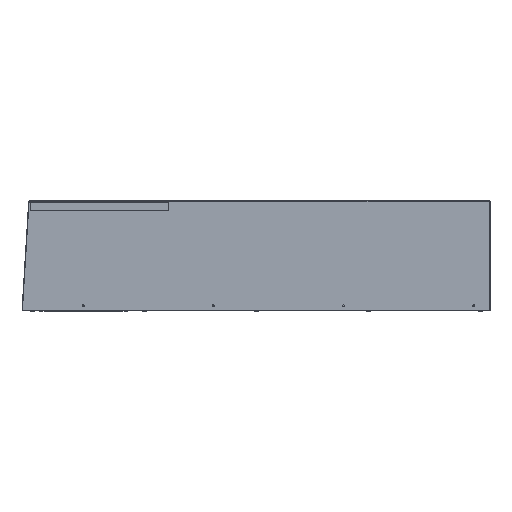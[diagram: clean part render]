
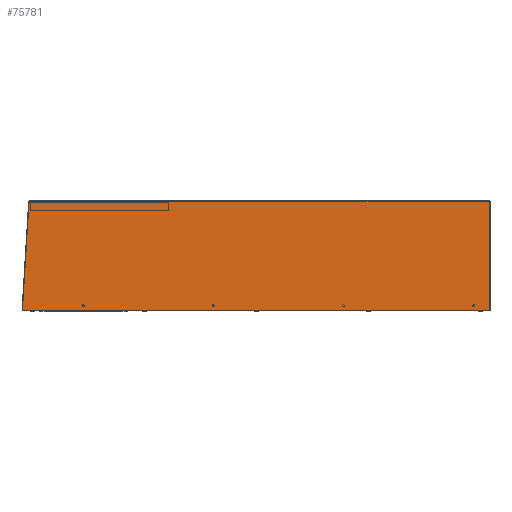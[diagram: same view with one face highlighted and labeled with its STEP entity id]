
A CAD part, left-side view. The second image highlights one B-rep face of the part: STEP entity #75781.
In plain terms, the highlighted planar face has unit normal (-1, 0, 0).
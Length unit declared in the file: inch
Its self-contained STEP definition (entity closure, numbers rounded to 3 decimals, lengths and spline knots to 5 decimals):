
#500 = FACE_BOUND ( 'NONE', #43346, .T. ) ;
#1698 = EDGE_CURVE ( 'NONE', #113095, #113095, #37107, .T. ) ;
#1884 = DIRECTION ( 'NONE',  ( 1., 0., 0. ) ) ;
#6761 = DIRECTION ( 'NONE',  ( 0., 1., 0. ) ) ;
#11847 = VECTOR ( 'NONE', #65523, 39.37008 ) ;
#12915 = VECTOR ( 'NONE', #66301, 39.37008 ) ;
#13291 = EDGE_CURVE ( 'NONE', #31447, #52240, #42378, .T. ) ;
#14017 = ORIENTED_EDGE ( 'NONE', *, *, #51444, .T. ) ;
#14953 = DIRECTION ( 'NONE',  ( 1., 0., 0. ) ) ;
#15954 = AXIS2_PLACEMENT_3D ( 'NONE', #126545, #14953, #58002 ) ;
#15985 = AXIS2_PLACEMENT_3D ( 'NONE', #123743, #23144, #67598 ) ;
#16565 = VERTEX_POINT ( 'NONE', #71983 ) ;
#19533 = EDGE_CURVE ( 'NONE', #16565, #16565, #40835, .T. ) ;
#19680 = EDGE_CURVE ( 'NONE', #88638, #127627, #64847, .T. ) ;
#20793 = CARTESIAN_POINT ( 'NONE',  ( -7.77559, -22.59843, 0. ) ) ;
#22401 = DIRECTION ( 'NONE',  ( 0., 0., -1. ) ) ;
#22517 = VERTEX_POINT ( 'NONE', #59671 ) ;
#23144 = DIRECTION ( 'NONE',  ( 1., 0., 0. ) ) ;
#23785 = ORIENTED_EDGE ( 'NONE', *, *, #19680, .F. ) ;
#29455 = EDGE_CURVE ( 'NONE', #62179, #62179, #65230, .T. ) ;
#31447 = VERTEX_POINT ( 'NONE', #110481 ) ;
#31481 = CARTESIAN_POINT ( 'NONE',  ( -7.77559, -21.02362, 0.47244 ) ) ;
#33866 = AXIS2_PLACEMENT_3D ( 'NONE', #31481, #109487, #132861 ) ;
#34852 = VERTEX_POINT ( 'NONE', #106340 ) ;
#35410 = CARTESIAN_POINT ( 'NONE',  ( -7.77559, 4.17323, 0.47244 ) ) ;
#37107 = CIRCLE ( 'NONE', #95328, 0.09843 ) ;
#38928 = VECTOR ( 'NONE', #6761, 39.37008 ) ;
#40835 = CIRCLE ( 'NONE', #33866, 0.09843 ) ;
#41766 = LINE ( 'NONE', #142478, #38928 ) ;
#42378 = CIRCLE ( 'NONE', #133352, 0.07874 ) ;
#42715 = DIRECTION ( 'NONE',  ( 0., -1., 0. ) ) ;
#43346 = EDGE_LOOP ( 'NONE', ( #85288 ) ) ;
#45050 = FACE_OUTER_BOUND ( 'NONE', #94595, .T. ) ;
#47560 = EDGE_CURVE ( 'NONE', #70500, #31447, #112166, .T. ) ;
#51444 = EDGE_CURVE ( 'NONE', #34852, #34852, #130433, .T. ) ;
#52240 = VERTEX_POINT ( 'NONE', #122110 ) ;
#56425 = EDGE_CURVE ( 'NONE', #22517, #88638, #60233, .T. ) ;
#58002 = DIRECTION ( 'NONE',  ( 0., 0., 1. ) ) ;
#58109 = FACE_BOUND ( 'NONE', #132839, .T. ) ;
#59671 = CARTESIAN_POINT ( 'NONE',  ( -7.77559, -22.51969, 10.62992 ) ) ;
#60233 = CIRCLE ( 'NONE', #15954, 0.07874 ) ;
#60581 = AXIS2_PLACEMENT_3D ( 'NONE', #68257, #1884, #112754 ) ;
#62163 = DIRECTION ( 'NONE',  ( 1., 0., 0. ) ) ;
#62179 = VERTEX_POINT ( 'NONE', #96446 ) ;
#62934 = AXIS2_PLACEMENT_3D ( 'NONE', #108311, #65217, #119988 ) ;
#64532 = EDGE_LOOP ( 'NONE', ( #14017 ) ) ;
#64847 = LINE ( 'NONE', #75072, #12915 ) ;
#64999 = ORIENTED_EDGE ( 'NONE', *, *, #13291, .F. ) ;
#65217 = DIRECTION ( 'NONE',  ( 1., 0., 0. ) ) ;
#65230 = CIRCLE ( 'NONE', #62934, 0.09843 ) ;
#65523 = DIRECTION ( 'NONE',  ( 0., -0.061, 0.998 ) ) ;
#66301 = DIRECTION ( 'NONE',  ( 0., 0., -1. ) ) ;
#67598 = DIRECTION ( 'NONE',  ( 0., 0., -1. ) ) ;
#68257 = CARTESIAN_POINT ( 'NONE',  ( -7.77559, -8.4252, 0.47244 ) ) ;
#70500 = VERTEX_POINT ( 'NONE', #103717 ) ;
#71983 = CARTESIAN_POINT ( 'NONE',  ( -7.77559, -21.02362, 0.37402 ) ) ;
#74090 = LINE ( 'NONE', #107668, #74993 ) ;
#74993 = VECTOR ( 'NONE', #42715, 39.37008 ) ;
#75072 = CARTESIAN_POINT ( 'NONE',  ( -7.77559, -22.59843, 10.55118 ) ) ;
#75781 = ADVANCED_FACE ( 'NONE', ( #58109, #90884, #500, #79277, #45050 ), #134057, .F. ) ;
#79252 = ORIENTED_EDGE ( 'NONE', *, *, #56425, .F. ) ;
#79277 = FACE_BOUND ( 'NONE', #87741, .T. ) ;
#85288 = ORIENTED_EDGE ( 'NONE', *, *, #1698, .T. ) ;
#86309 = ORIENTED_EDGE ( 'NONE', *, *, #47560, .F. ) ;
#87741 = EDGE_LOOP ( 'NONE', ( #91727 ) ) ;
#88638 = VERTEX_POINT ( 'NONE', #141111 ) ;
#90884 = FACE_BOUND ( 'NONE', #64532, .T. ) ;
#91727 = ORIENTED_EDGE ( 'NONE', *, *, #29455, .T. ) ;
#94007 = ORIENTED_EDGE ( 'NONE', *, *, #141239, .F. ) ;
#94290 = ORIENTED_EDGE ( 'NONE', *, *, #19533, .T. ) ;
#94595 = EDGE_LOOP ( 'NONE', ( #94007, #23785, #79252, #132295, #64999, #86309 ) ) ;
#95328 = AXIS2_PLACEMENT_3D ( 'NONE', #35410, #122293, #22401 ) ;
#96446 = CARTESIAN_POINT ( 'NONE',  ( -7.77559, 16.77165, 0.37402 ) ) ;
#99979 = CARTESIAN_POINT ( 'NONE',  ( -7.77559, 4.17323, 0.37402 ) ) ;
#103717 = CARTESIAN_POINT ( 'NONE',  ( -7.77559, 22.68228, 0. ) ) ;
#103825 = DIRECTION ( 'NONE',  ( 0., 0., -1. ) ) ;
#106340 = CARTESIAN_POINT ( 'NONE',  ( -7.77559, -8.4252, 0.37402 ) ) ;
#107668 = CARTESIAN_POINT ( 'NONE',  ( -7.77559, 21.95805, 10.62992 ) ) ;
#108311 = CARTESIAN_POINT ( 'NONE',  ( -7.77559, 16.77165, 0.47244 ) ) ;
#108789 = EDGE_CURVE ( 'NONE', #52240, #22517, #74090, .T. ) ;
#109487 = DIRECTION ( 'NONE',  ( 1., 0., 0. ) ) ;
#110481 = CARTESIAN_POINT ( 'NONE',  ( -7.77559, 22.03664, 10.55599 ) ) ;
#112166 = LINE ( 'NONE', #124574, #11847 ) ;
#112754 = DIRECTION ( 'NONE',  ( 0., 0., -1. ) ) ;
#113095 = VERTEX_POINT ( 'NONE', #99979 ) ;
#115475 = CARTESIAN_POINT ( 'NONE',  ( -7.77559, 21.95805, 10.55118 ) ) ;
#119988 = DIRECTION ( 'NONE',  ( 0., 0., -1. ) ) ;
#122110 = CARTESIAN_POINT ( 'NONE',  ( -7.77559, 21.95805, 10.62992 ) ) ;
#122293 = DIRECTION ( 'NONE',  ( 1., 0., 0. ) ) ;
#123743 = CARTESIAN_POINT ( 'NONE',  ( -7.77559, 21.95805, 10.55118 ) ) ;
#124574 = CARTESIAN_POINT ( 'NONE',  ( -7.77559, 22.68228, 0. ) ) ;
#126545 = CARTESIAN_POINT ( 'NONE',  ( -7.77559, -22.51969, 10.55118 ) ) ;
#127627 = VERTEX_POINT ( 'NONE', #20793 ) ;
#130433 = CIRCLE ( 'NONE', #60581, 0.09843 ) ;
#132295 = ORIENTED_EDGE ( 'NONE', *, *, #108789, .F. ) ;
#132839 = EDGE_LOOP ( 'NONE', ( #94290 ) ) ;
#132861 = DIRECTION ( 'NONE',  ( 0., 0., -1. ) ) ;
#133352 = AXIS2_PLACEMENT_3D ( 'NONE', #115475, #62163, #103825 ) ;
#134057 = PLANE ( 'NONE',  #15985 ) ;
#141111 = CARTESIAN_POINT ( 'NONE',  ( -7.77559, -22.59843, 10.55118 ) ) ;
#141239 = EDGE_CURVE ( 'NONE', #127627, #70500, #41766, .T. ) ;
#142478 = CARTESIAN_POINT ( 'NONE',  ( -7.77559, -22.59843, 0. ) ) ;
